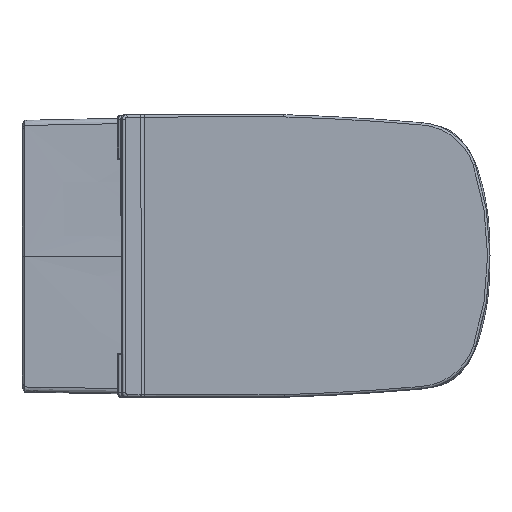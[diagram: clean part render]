
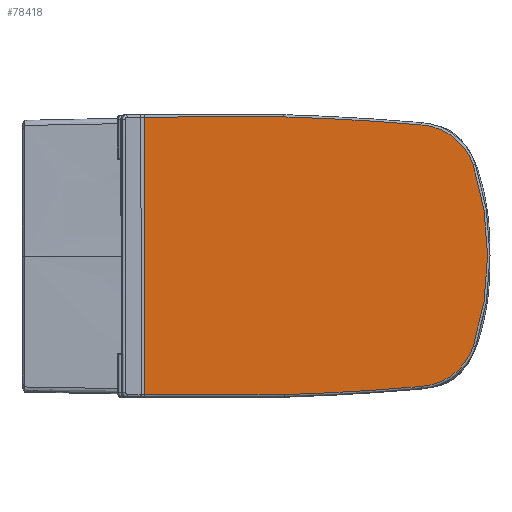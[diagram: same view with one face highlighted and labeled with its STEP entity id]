
A CAD part, top view. The second image highlights one B-rep face of the part: STEP entity #78418.
In plain terms, the highlighted face is planar.
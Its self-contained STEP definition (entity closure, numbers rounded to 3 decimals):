
#77862=CARTESIAN_POINT('',(-231.257,-5.689,66.744));
#77863=VERTEX_POINT('',#77862);
#77877=CARTESIAN_POINT('',(-162.092,-5.689,13.684));
#77878=VERTEX_POINT('',#77877);
#77879=CARTESIAN_POINT('',(-157.407,-5.689,91.401));
#77880=DIRECTION('',(0.,-1.,0.));
#77881=DIRECTION('',(-0.609,0.,-0.793));
#77882=AXIS2_PLACEMENT_3D('',#77879,#77880,#77881);
#77883=CIRCLE('',#77882,77.858);
#77884=EDGE_CURVE('',#77863,#77878,#77883,.T.);
#77912=CARTESIAN_POINT('',(19.436,-5.689,3.));
#77913=VERTEX_POINT('',#77912);
#77914=CARTESIAN_POINT('',(113.595,-5.689,3150.249));
#77915=DIRECTION('',(0.,-1.,0.));
#77916=DIRECTION('',(-0.059,0.,-0.998));
#77917=AXIS2_PLACEMENT_3D('',#77914,#77915,#77916);
#77918=CIRCLE('',#77917,3148.657);
#77919=EDGE_CURVE('',#77878,#77913,#77918,.T.);
#77946=CARTESIAN_POINT('',(204.685,-5.689,371.0));
#77947=VERTEX_POINT('',#77946);
#77955=CARTESIAN_POINT('',(19.435,-5.689,371.));
#77956=VERTEX_POINT('',#77955);
#77957=CARTESIAN_POINT('',(204.685,-5.689,371.0));
#77958=DIRECTION('',(-1.0,0.0,0.0));
#77959=VECTOR('',#77958,185.25);
#77960=LINE('',#77957,#77959);
#77961=EDGE_CURVE('',#77947,#77956,#77960,.T.);
#78252=CARTESIAN_POINT('',(204.685,-5.689,3.));
#78253=VERTEX_POINT('',#78252);
#78278=CARTESIAN_POINT('',(19.436,-5.689,3.));
#78279=DIRECTION('',(1.0,0.0,0.0));
#78280=VECTOR('',#78279,185.25);
#78281=LINE('',#78278,#78280);
#78282=EDGE_CURVE('',#77913,#78253,#78281,.T.);
#78305=CARTESIAN_POINT('',(-162.092,-5.689,360.316));
#78306=VERTEX_POINT('',#78305);
#78307=CARTESIAN_POINT('',(113.595,-5.689,-2776.249));
#78308=DIRECTION('',(0.,-1.,0.));
#78309=DIRECTION('',(-0.059,0.,0.998));
#78310=AXIS2_PLACEMENT_3D('',#78307,#78308,#78309);
#78311=CIRCLE('',#78310,3148.657);
#78312=EDGE_CURVE('',#77956,#78306,#78311,.T.);
#78337=CARTESIAN_POINT('',(-231.257,-5.689,307.256));
#78338=VERTEX_POINT('',#78337);
#78339=CARTESIAN_POINT('',(-157.407,-5.689,282.599));
#78340=DIRECTION('',(0.,-1.,0.));
#78341=DIRECTION('',(-0.609,0.,0.793));
#78342=AXIS2_PLACEMENT_3D('',#78339,#78340,#78341);
#78343=CIRCLE('',#78342,77.858);
#78344=EDGE_CURVE('',#78306,#78338,#78343,.T.);
#78388=CARTESIAN_POINT('',(138.161,-5.689,187.));
#78389=DIRECTION('',(0.0,-1.0,0.0));
#78390=DIRECTION('',(-1.0,0.0,0.0));
#78391=AXIS2_PLACEMENT_3D('',#78388,#78389,#78390);
#78392=CIRCLE('',#78391,388.498);
#78393=EDGE_CURVE('',#78338,#77863,#78392,.T.);
#78398=CARTESIAN_POINT('',(-254.405,-5.689,0.0));
#78399=DIRECTION('',(0.0,1.0,0.0));
#78400=DIRECTION('',(0.0,0.0,1.0));
#78401=AXIS2_PLACEMENT_3D('',#78398,#78399,#78400);
#78402=PLANE('',#78401);
#78403=ORIENTED_EDGE('',*,*,#78282,.F.);
#78404=ORIENTED_EDGE('',*,*,#77919,.F.);
#78405=ORIENTED_EDGE('',*,*,#77884,.F.);
#78406=ORIENTED_EDGE('',*,*,#78393,.F.);
#78407=ORIENTED_EDGE('',*,*,#78344,.F.);
#78408=ORIENTED_EDGE('',*,*,#78312,.F.);
#78409=ORIENTED_EDGE('',*,*,#77961,.F.);
#78410=CARTESIAN_POINT('',(204.685,-5.689,3.));
#78411=DIRECTION('',(0.0,0.0,1.0));
#78412=VECTOR('',#78411,368.0);
#78413=LINE('',#78410,#78412);
#78414=EDGE_CURVE('',#78253,#77947,#78413,.T.);
#78415=ORIENTED_EDGE('',*,*,#78414,.F.);
#78416=EDGE_LOOP('',(#78403,#78404,#78405,#78406,#78407,#78408,#78409,#78415));
#78417=FACE_OUTER_BOUND('',#78416,.T.);
#78418=ADVANCED_FACE('',(#78417),#78402,.T.);
